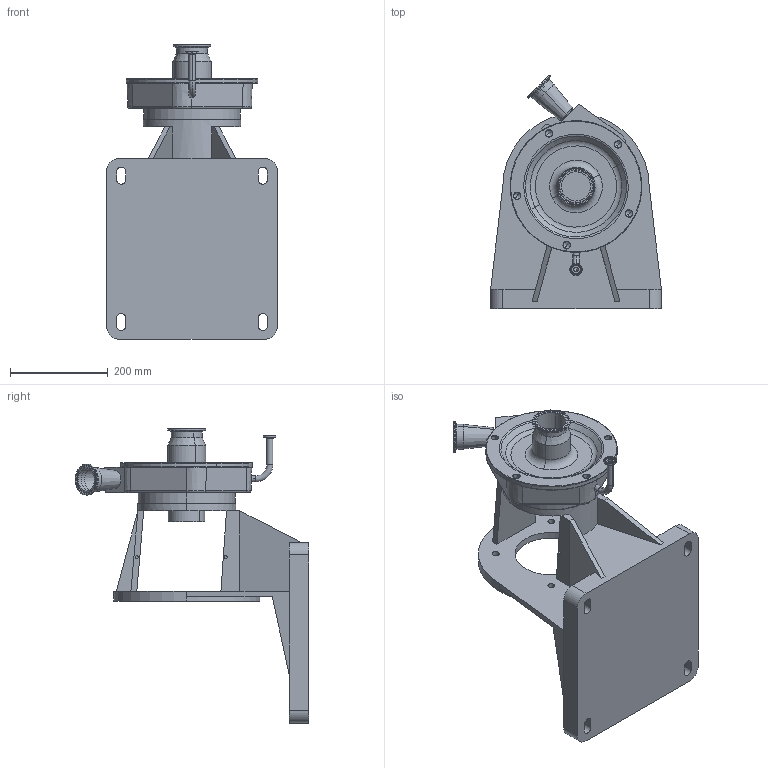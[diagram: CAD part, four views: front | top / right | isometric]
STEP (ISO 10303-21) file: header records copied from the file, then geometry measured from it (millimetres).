
FILE_DESCRIPTION (( 'STEP AP214' ), '1' );
FILE_NAME ('FP 1742-1732 280TSC 45L 1-2 In ELBOW FRONT.STEP', '2023-05-05T16:43:35', ( '' ), ( '' ), 'SwSTEP 2.0', 'SolidWorks 2023', '' );
FILE_SCHEMA (( 'AUTOMOTIVE_DESIGN' ));
Length unit declared in the file: millimetre
Products named in the file (1): FP 1742-1732 280TSC 45L 1-2 In ELBOW FRONT
Bounding box: 350 x 478.36 x 603 mm (x, y, z)
Volume: 12665711 mm3; surface area: 1009341.6 mm2
Topology: 1 solids, 5 shells, 373 faces, 837 edges, 502 vertices
Faces by surface type: cylinder 129, plane 106, cone 74, torus 62, sphere 1, bspline 1
Entity records: 10630 total; most frequent: DIRECTION 2015, CARTESIAN_POINT 1991, ORIENTED_EDGE 1654, AXIS2_PLACEMENT_3D 839, EDGE_CURVE 827, VERTEX_POINT 502, CIRCLE 466, EDGE_LOOP 431
